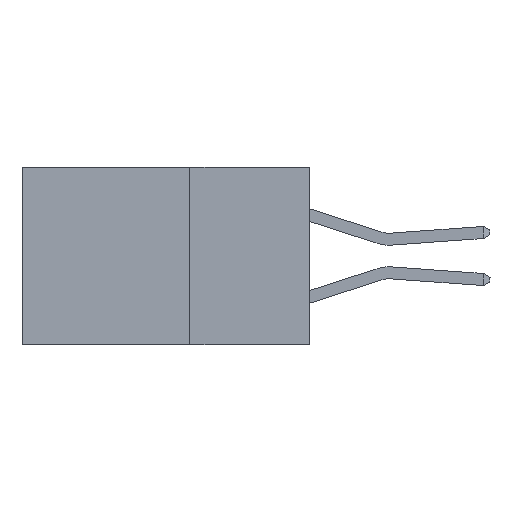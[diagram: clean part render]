
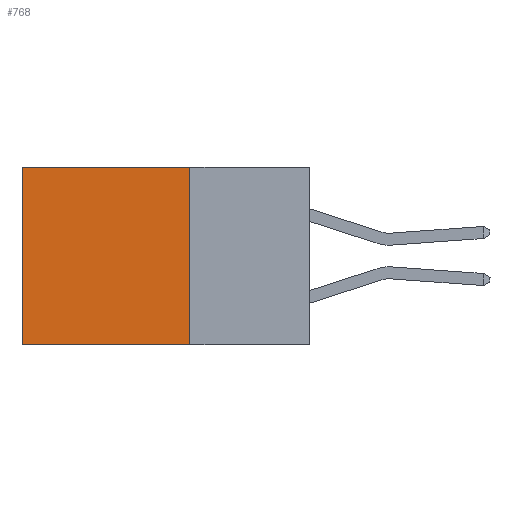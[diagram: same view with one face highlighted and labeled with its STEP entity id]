
A CAD part, left-side view. The second image highlights one B-rep face of the part: STEP entity #768.
In plain terms, the highlighted planar face has unit normal (-1, 0, 0).
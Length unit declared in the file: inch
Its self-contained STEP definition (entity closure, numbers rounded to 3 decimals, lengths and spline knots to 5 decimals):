
#557 = LINE ( 'NONE', #6662, #17375 ) ;
#768 = ADVANCED_FACE ( 'NONE', ( #6715 ), #12664, .F. ) ;
#1530 = ORIENTED_EDGE ( 'NONE', *, *, #11172, .T. ) ;
#2055 = DIRECTION ( 'NONE',  ( 0., 0., -1. ) ) ;
#2948 = LINE ( 'NONE', #16262, #16848 ) ;
#2995 = DIRECTION ( 'NONE',  ( 0., 0., -1. ) ) ;
#4040 = CARTESIAN_POINT ( 'NONE',  ( 0.298, 0.25, 0. ) ) ;
#4226 = VERTEX_POINT ( 'NONE', #4040 ) ;
#4586 = ORIENTED_EDGE ( 'NONE', *, *, #15110, .T. ) ;
#6662 = CARTESIAN_POINT ( 'NONE',  ( 0.298, 0.25, -0.37 ) ) ;
#6715 = FACE_OUTER_BOUND ( 'NONE', #17861, .T. ) ;
#7522 = VECTOR ( 'NONE', #19704, 39.37008 ) ;
#8380 = VERTEX_POINT ( 'NONE', #14205 ) ;
#8841 = AXIS2_PLACEMENT_3D ( 'NONE', #16234, #9317, #2995 ) ;
#9317 = DIRECTION ( 'NONE',  ( 1., 0., 0. ) ) ;
#10025 = DIRECTION ( 'NONE',  ( 0., 1., 0. ) ) ;
#10631 = VERTEX_POINT ( 'NONE', #21168 ) ;
#11172 = EDGE_CURVE ( 'NONE', #4226, #12372, #2948, .T. ) ;
#11949 = LINE ( 'NONE', #13068, #7522 ) ;
#12262 = EDGE_CURVE ( 'NONE', #8380, #10631, #557, .T. ) ;
#12307 = CARTESIAN_POINT ( 'NONE',  ( 0.298, 0.6, 0. ) ) ;
#12372 = VERTEX_POINT ( 'NONE', #12307 ) ;
#12664 = PLANE ( 'NONE',  #8841 ) ;
#13068 = CARTESIAN_POINT ( 'NONE',  ( 0.298, 0.25, 0. ) ) ;
#13595 = VECTOR ( 'NONE', #2055, 39.37008 ) ;
#13823 = CARTESIAN_POINT ( 'NONE',  ( 0.298, 0.6, 0. ) ) ;
#14205 = CARTESIAN_POINT ( 'NONE',  ( 0.298, 0.25, -0.37 ) ) ;
#14544 = DIRECTION ( 'NONE',  ( 0., 1., 0. ) ) ;
#15110 = EDGE_CURVE ( 'NONE', #12372, #10631, #18024, .T. ) ;
#16234 = CARTESIAN_POINT ( 'NONE',  ( 0.298, 0.25, 0. ) ) ;
#16262 = CARTESIAN_POINT ( 'NONE',  ( 0.298, 0.25, 0. ) ) ;
#16848 = VECTOR ( 'NONE', #14544, 39.37008 ) ;
#17237 = EDGE_CURVE ( 'NONE', #4226, #8380, #11949, .T. ) ;
#17297 = ORIENTED_EDGE ( 'NONE', *, *, #12262, .F. ) ;
#17375 = VECTOR ( 'NONE', #10025, 39.37008 ) ;
#17861 = EDGE_LOOP ( 'NONE', ( #4586, #17297, #21349, #1530 ) ) ;
#18024 = LINE ( 'NONE', #13823, #13595 ) ;
#19704 = DIRECTION ( 'NONE',  ( 0., 0., -1. ) ) ;
#21168 = CARTESIAN_POINT ( 'NONE',  ( 0.298, 0.6, -0.37 ) ) ;
#21349 = ORIENTED_EDGE ( 'NONE', *, *, #17237, .F. ) ;
